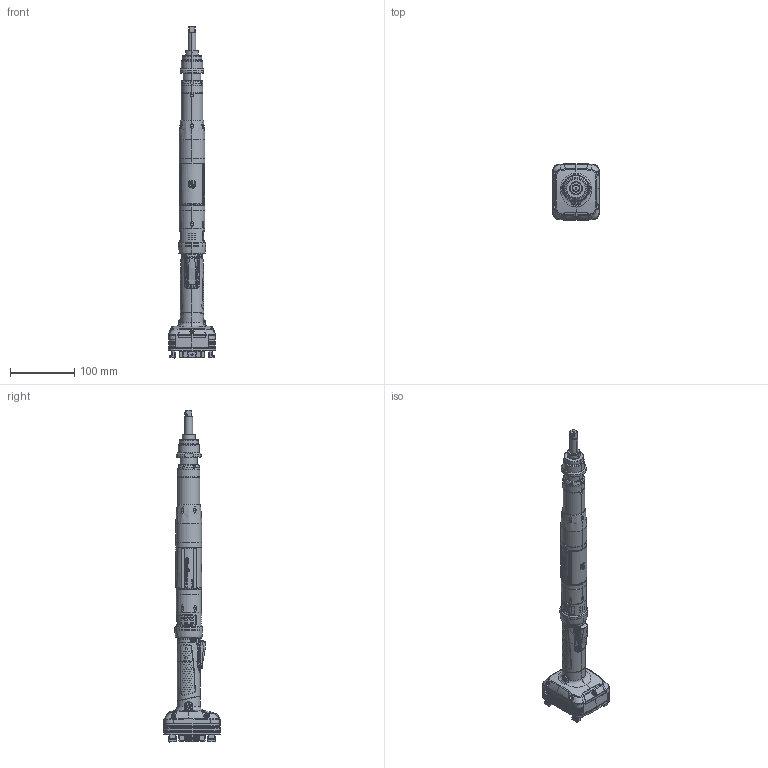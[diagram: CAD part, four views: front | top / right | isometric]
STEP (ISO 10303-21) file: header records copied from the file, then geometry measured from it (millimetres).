
FILE_DESCRIPTION((''),'2;1');
FILE_NAME('EXT_COMP_SW0008','2022-12-24T22:07:14',('INEdipo'),(''),'CREO PARAMETRIC BY PTC INC, 2020281','CREO PARAMETRIC BY PTC INC, 2020281','');
FILE_SCHEMA(('CONFIG_CONTROL_DESIGN'));
Products named in the file (1): EXT_COMP_SW0008
Bounding box: 74.42 x 88.48 x 515.35 mm (x, y, z)
Volume: 675974.3 mm3; surface area: 98349.8 mm2
Topology: 1 solids, 4 shells, 4763 faces, 12619 edges, 8168 vertices
Faces by surface type: plane 1439, extrusion 1062, bspline 1029, cylinder 988, cone 121, torus 95, sphere 22, revolution 7
Entity records: 210444 total; most frequent: CARTESIAN_POINT 105582, ORIENTED_EDGE 25208, DIRECTION 15066, EDGE_CURVE 12604, VERTEX_POINT 8168, B_SPLINE_CURVE_WITH_KNOTS 6758, VECTOR 6225, LINE 5163
